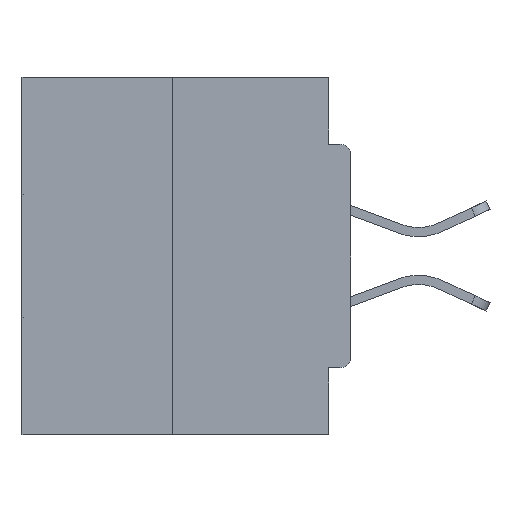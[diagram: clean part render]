
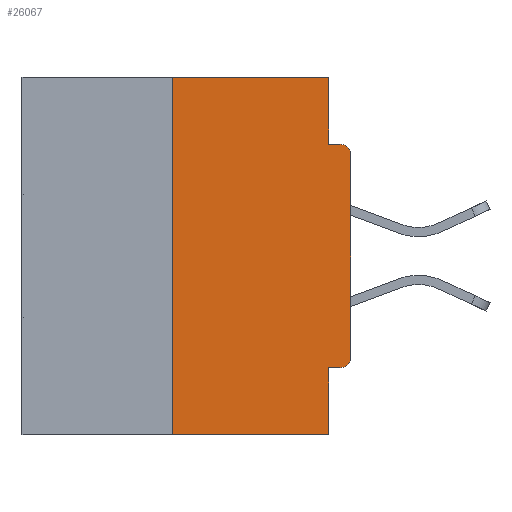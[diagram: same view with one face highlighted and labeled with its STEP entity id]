
A CAD part, left-side view. The second image highlights one B-rep face of the part: STEP entity #26067.
In plain terms, the highlighted planar face has unit normal (-1, 0, 0).
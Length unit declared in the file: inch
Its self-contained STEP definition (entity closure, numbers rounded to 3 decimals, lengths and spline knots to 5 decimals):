
#801 = CARTESIAN_POINT ( 'NONE',  ( 0., 0.46, 0. ) ) ;
#1221 = CARTESIAN_POINT ( 'NONE',  ( 0., 0., -0.3915 ) ) ;
#1378 = EDGE_CURVE ( 'NONE', #12151, #17912, #29563, .T. ) ;
#2109 = DIRECTION ( 'NONE',  ( 0., 0., 1. ) ) ;
#2466 = VECTOR ( 'NONE', #37801, 39.37008 ) ;
#3699 = EDGE_CURVE ( 'NONE', #34893, #9855, #12692, .T. ) ;
#4428 = AXIS2_PLACEMENT_3D ( 'NONE', #16541, #8073, #7825 ) ;
#4769 = VECTOR ( 'NONE', #27748, 39.37008 ) ;
#7092 = EDGE_CURVE ( 'NONE', #30993, #28588, #33921, .T. ) ;
#7117 = VERTEX_POINT ( 'NONE', #14524 ) ;
#7253 = CARTESIAN_POINT ( 'NONE',  ( 0., 0.031, -0.5 ) ) ;
#7702 = ORIENTED_EDGE ( 'NONE', *, *, #37097, .F. ) ;
#7825 = DIRECTION ( 'NONE',  ( 0., 0., -1. ) ) ;
#8073 = DIRECTION ( 'NONE',  ( -1., 0., 0. ) ) ;
#8637 = DIRECTION ( 'NONE',  ( 0., -1., 0. ) ) ;
#8688 = VERTEX_POINT ( 'NONE', #14681 ) ;
#9112 = DIRECTION ( 'NONE',  ( 1., 0., 0. ) ) ;
#9855 = VERTEX_POINT ( 'NONE', #21116 ) ;
#9974 = EDGE_CURVE ( 'NONE', #7117, #28588, #10042, .T. ) ;
#10042 = CIRCLE ( 'NONE', #14889, 0.015 ) ;
#10339 = LINE ( 'NONE', #27983, #13090 ) ;
#10588 = ORIENTED_EDGE ( 'NONE', *, *, #22654, .T. ) ;
#10844 = DIRECTION ( 'NONE',  ( 0., 0., -1. ) ) ;
#10921 = VECTOR ( 'NONE', #32348, 39.37008 ) ;
#12151 = VERTEX_POINT ( 'NONE', #30038 ) ;
#12692 = LINE ( 'NONE', #20206, #18620 ) ;
#12711 = EDGE_CURVE ( 'NONE', #12151, #13289, #22222, .T. ) ;
#13090 = VECTOR ( 'NONE', #36933, 39.37008 ) ;
#13227 = VECTOR ( 'NONE', #2109, 39.37008 ) ;
#13289 = VERTEX_POINT ( 'NONE', #32612 ) ;
#13638 = AXIS2_PLACEMENT_3D ( 'NONE', #801, #9112, #33397 ) ;
#14524 = CARTESIAN_POINT ( 'NONE',  ( 0., 0., -0.1085 ) ) ;
#14681 = CARTESIAN_POINT ( 'NONE',  ( 0., 0.031, 0. ) ) ;
#14889 = AXIS2_PLACEMENT_3D ( 'NONE', #25713, #31461, #10844 ) ;
#15560 = ORIENTED_EDGE ( 'NONE', *, *, #9974, .T. ) ;
#16230 = FACE_OUTER_BOUND ( 'NONE', #24074, .T. ) ;
#16541 = CARTESIAN_POINT ( 'NONE',  ( 0., 0.015, -0.3915 ) ) ;
#17144 = ORIENTED_EDGE ( 'NONE', *, *, #27563, .F. ) ;
#17912 = VERTEX_POINT ( 'NONE', #1221 ) ;
#17982 = ORIENTED_EDGE ( 'NONE', *, *, #29043, .T. ) ;
#18171 = DIRECTION ( 'NONE',  ( 0., 1., 0. ) ) ;
#18495 = LINE ( 'NONE', #7253, #4769 ) ;
#18620 = VECTOR ( 'NONE', #26129, 39.37008 ) ;
#20206 = CARTESIAN_POINT ( 'NONE',  ( 0., 0.25, 0. ) ) ;
#20682 = VECTOR ( 'NONE', #8637, 39.37008 ) ;
#21006 = CARTESIAN_POINT ( 'NONE',  ( 0., 0., -0.4065 ) ) ;
#21116 = CARTESIAN_POINT ( 'NONE',  ( 0., 0.25, 0. ) ) ;
#22222 = LINE ( 'NONE', #21006, #33178 ) ;
#22338 = ORIENTED_EDGE ( 'NONE', *, *, #7092, .F. ) ;
#22654 = EDGE_CURVE ( 'NONE', #17912, #7117, #29735, .T. ) ;
#23183 = LINE ( 'NONE', #26175, #2466 ) ;
#23361 = CARTESIAN_POINT ( 'NONE',  ( 0., 0.031, -0.5 ) ) ;
#23484 = ORIENTED_EDGE ( 'NONE', *, *, #29668, .F. ) ;
#23985 = PLANE ( 'NONE',  #13638 ) ;
#24074 = EDGE_LOOP ( 'NONE', ( #7702, #33223, #17982, #23484, #32638, #26197, #10588, #15560, #22338, #17144 ) ) ;
#25713 = CARTESIAN_POINT ( 'NONE',  ( 0., 0.015, -0.1085 ) ) ;
#26002 = CARTESIAN_POINT ( 'NONE',  ( 0., 0., 0. ) ) ;
#26067 = ADVANCED_FACE ( 'NONE', ( #16230 ), #23985, .F. ) ;
#26129 = DIRECTION ( 'NONE',  ( 0., 0., 1. ) ) ;
#26175 = CARTESIAN_POINT ( 'NONE',  ( 0., 0.46, 0. ) ) ;
#26190 = CARTESIAN_POINT ( 'NONE',  ( 0., 0., -0.0935 ) ) ;
#26197 = ORIENTED_EDGE ( 'NONE', *, *, #1378, .T. ) ;
#27563 = EDGE_CURVE ( 'NONE', #8688, #30993, #28331, .T. ) ;
#27748 = DIRECTION ( 'NONE',  ( 0., 0., -1. ) ) ;
#27983 = CARTESIAN_POINT ( 'NONE',  ( 0., 0.46, -0.5 ) ) ;
#28210 = VERTEX_POINT ( 'NONE', #23361 ) ;
#28331 = LINE ( 'NONE', #35146, #10921 ) ;
#28471 = CARTESIAN_POINT ( 'NONE',  ( 0., 0.25, -0.5 ) ) ;
#28588 = VERTEX_POINT ( 'NONE', #31268 ) ;
#29043 = EDGE_CURVE ( 'NONE', #34893, #28210, #10339, .T. ) ;
#29563 = CIRCLE ( 'NONE', #4428, 0.015 ) ;
#29668 = EDGE_CURVE ( 'NONE', #13289, #28210, #18495, .T. ) ;
#29735 = LINE ( 'NONE', #26002, #13227 ) ;
#30038 = CARTESIAN_POINT ( 'NONE',  ( 0., 0.015, -0.4065 ) ) ;
#30993 = VERTEX_POINT ( 'NONE', #34186 ) ;
#31268 = CARTESIAN_POINT ( 'NONE',  ( 0., 0.015, -0.0935 ) ) ;
#31461 = DIRECTION ( 'NONE',  ( -1., 0., 0. ) ) ;
#32348 = DIRECTION ( 'NONE',  ( 0., 0., -1. ) ) ;
#32612 = CARTESIAN_POINT ( 'NONE',  ( 0., 0.031, -0.4065 ) ) ;
#32638 = ORIENTED_EDGE ( 'NONE', *, *, #12711, .F. ) ;
#33178 = VECTOR ( 'NONE', #18171, 39.37008 ) ;
#33223 = ORIENTED_EDGE ( 'NONE', *, *, #3699, .F. ) ;
#33397 = DIRECTION ( 'NONE',  ( 0., 0., -1. ) ) ;
#33921 = LINE ( 'NONE', #26190, #20682 ) ;
#34186 = CARTESIAN_POINT ( 'NONE',  ( 0., 0.031, -0.0935 ) ) ;
#34893 = VERTEX_POINT ( 'NONE', #28471 ) ;
#35146 = CARTESIAN_POINT ( 'NONE',  ( 0., 0.031, 0. ) ) ;
#36933 = DIRECTION ( 'NONE',  ( 0., -1., 0. ) ) ;
#37097 = EDGE_CURVE ( 'NONE', #9855, #8688, #23183, .T. ) ;
#37801 = DIRECTION ( 'NONE',  ( 0., -1., 0. ) ) ;
